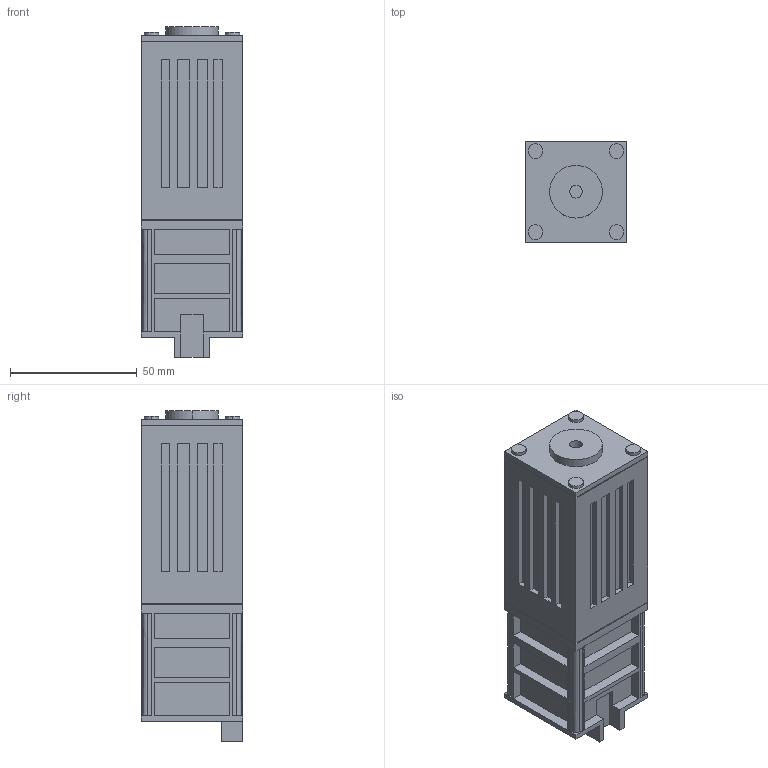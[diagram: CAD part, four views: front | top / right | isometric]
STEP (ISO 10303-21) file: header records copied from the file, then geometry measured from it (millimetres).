
FILE_DESCRIPTION (( 'STEP AP214' ), '1' );
FILE_NAME ('LD4070HF - Módulo Láser 30W.STEP', '2021-04-29T03:45:42', ( '' ), ( '' ), 'SwSTEP 2.0', 'SolidWorks 2018', '' );
FILE_SCHEMA (( 'AUTOMOTIVE_DESIGN' ));
Length unit declared in the file: millimetre
Products named in the file (1): LD4070HF - Módulo Láser 30W
Bounding box: 40 x 40 x 130.55 mm (x, y, z)
Volume: 169499.5 mm3; surface area: 30117 mm2
Topology: 1 solids, 1 shells, 234 faces, 564 edges, 376 vertices
Faces by surface type: plane 196, cylinder 34, bspline 4
Entity records: 7058 total; most frequent: CARTESIAN_POINT 1507, ORIENTED_EDGE 1128, DIRECTION 1078, EDGE_CURVE 564, LINE 480, VECTOR 480, VERTEX_POINT 376, AXIS2_PLACEMENT_3D 299
